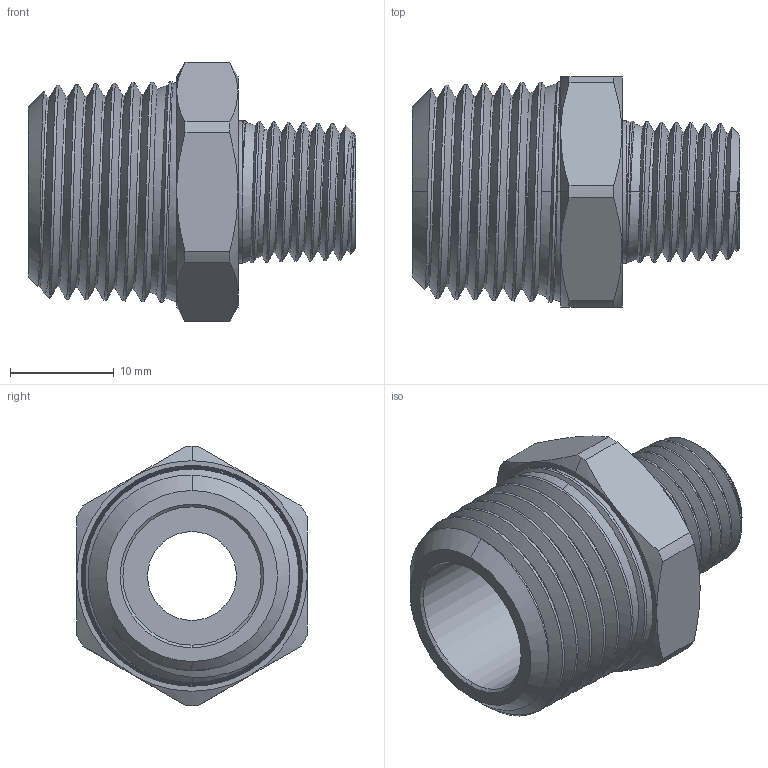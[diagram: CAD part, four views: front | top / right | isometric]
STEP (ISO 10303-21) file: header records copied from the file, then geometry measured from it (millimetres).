
FILE_DESCRIPTION(/* description */ (''),/* implementation_level */ '2;1');
FILE_NAME(/* name */ '123-N2-N4.stp',/* time_stamp */ '2024-01-23T10:15:39-05:00',/* author */ ('esanner'),/* organization */ (''),/* preprocessor_version */ 'ST-DEVELOPER v19',/* originating_system */ 'AutoCAD Mechanical',/* authorisation */ '');
FILE_SCHEMA (('AUTOMOTIVE_DESIGN { 1 0 10303 214 3 1 1 }'));
Length unit declared in the file: millimetre
Products named in the file (2): Product; 123-N2-N4
Assembly tree (1 placements, depth 2):
  Product
    123-N2-N4
Bounding box: 31.53 x 22.23 x 25 mm (x, y, z)
Volume: 5074.3 mm3; surface area: 4204.3 mm2
Topology: 1 solids, 1 shells, 90 faces, 240 edges, 155 vertices
Faces by surface type: cone 63, plane 11, cylinder 10, bspline 6
Full cylindrical faces by diameter (mm): 13.335 x1, 13.716 x1
Entity records: 10179 total; most frequent: CARTESIAN_POINT 8126, ORIENTED_EDGE 482, DIRECTION 344, EDGE_CURVE 241, VERTEX_POINT 156, AXIS2_PLACEMENT_3D 140, B_SPLINE_CURVE_WITH_KNOTS 100, EDGE_LOOP 95
